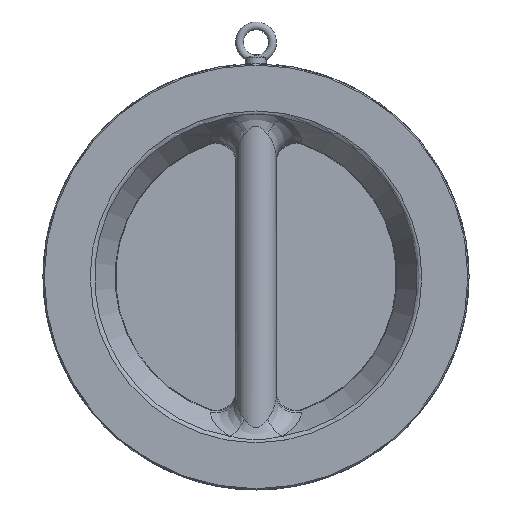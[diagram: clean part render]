
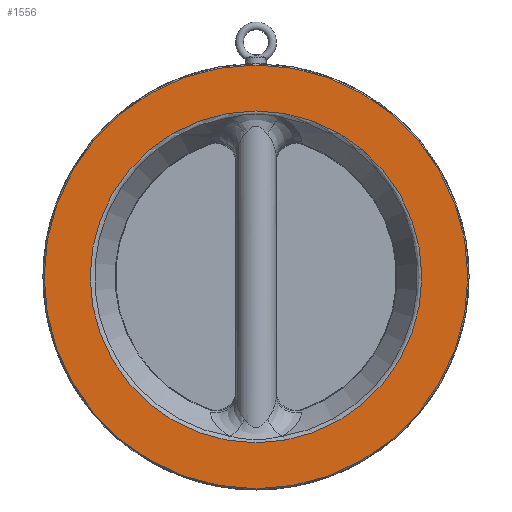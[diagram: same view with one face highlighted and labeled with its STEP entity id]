
A CAD part, front view. The second image highlights one B-rep face of the part: STEP entity #1556.
In plain terms, the highlighted planar face has unit normal (0, -1, 0).
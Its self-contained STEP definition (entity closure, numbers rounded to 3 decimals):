
#149 = PLANE ( 'NONE',  #1352 ) ;
#223 = EDGE_LOOP ( 'NONE', ( #630 ) ) ;
#241 = EDGE_LOOP ( 'NONE', ( #817 ) ) ;
#419 = CARTESIAN_POINT ( 'NONE',  ( 0., 0., 132.309 ) ) ;
#612 = CIRCLE ( 'NONE', #977, 169. ) ;
#630 = ORIENTED_EDGE ( 'NONE', *, *, #3612, .T. ) ;
#658 = VERTEX_POINT ( 'NONE', #2226 ) ;
#731 = CARTESIAN_POINT ( 'NONE',  ( 0., 0., 0. ) ) ;
#817 = ORIENTED_EDGE ( 'NONE', *, *, #1235, .T. ) ;
#920 = AXIS2_PLACEMENT_3D ( 'NONE', #1596, #3161, #1334 ) ;
#977 = AXIS2_PLACEMENT_3D ( 'NONE', #731, #2499, #1885 ) ;
#1117 = FACE_OUTER_BOUND ( 'NONE', #223, .T. ) ;
#1235 = EDGE_CURVE ( 'NONE', #3733, #3733, #1810, .T. ) ;
#1334 = DIRECTION ( 'NONE',  ( 0., 0., 1. ) ) ;
#1352 = AXIS2_PLACEMENT_3D ( 'NONE', #3149, #3460, #2866 ) ;
#1556 = ADVANCED_FACE ( 'NONE', ( #1117, #2337 ), #149, .F. ) ;
#1596 = CARTESIAN_POINT ( 'NONE',  ( 0., 0., 0. ) ) ;
#1810 = CIRCLE ( 'NONE', #920, 132.309 ) ;
#1885 = DIRECTION ( 'NONE',  ( 0., 0., 1. ) ) ;
#2226 = CARTESIAN_POINT ( 'NONE',  ( 0., 0., 169. ) ) ;
#2337 = FACE_BOUND ( 'NONE', #241, .T. ) ;
#2499 = DIRECTION ( 'NONE',  ( 0., -1., 0. ) ) ;
#2866 = DIRECTION ( 'NONE',  ( 0., 0., 1. ) ) ;
#3149 = CARTESIAN_POINT ( 'NONE',  ( 132.309, 0., 0. ) ) ;
#3161 = DIRECTION ( 'NONE',  ( 0., 1., 0. ) ) ;
#3460 = DIRECTION ( 'NONE',  ( 0., 1., 0. ) ) ;
#3612 = EDGE_CURVE ( 'NONE', #658, #658, #612, .T. ) ;
#3733 = VERTEX_POINT ( 'NONE', #419 ) ;
